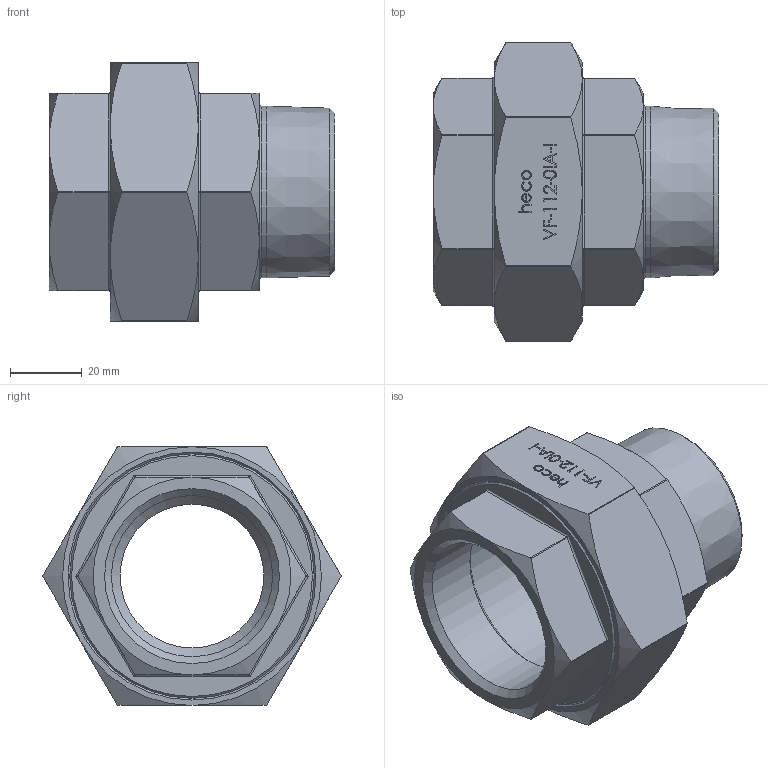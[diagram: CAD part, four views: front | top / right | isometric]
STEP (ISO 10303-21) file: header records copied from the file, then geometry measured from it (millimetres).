
FILE_DESCRIPTION (( 'STEP AP214' ), '1' );
FILE_NAME ('heco_VF-112-0IA-I.STEP', '2016-07-07T05:43:06', ( '' ), ( '' ), 'SwSTEP 2.0', 'SolidWorks 2011', '' );
FILE_SCHEMA (( 'AUTOMOTIVE_DESIGN' ));
Length unit declared in the file: millimetre
Products named in the file (1): heco_VF-112-0IA-I
Bounding box: 79.5 x 83.05 x 72.05 mm (x, y, z)
Volume: 106588 mm3; surface area: 32583.1 mm2
Topology: 1 solids, 1 shells, 260 faces, 638 edges, 395 vertices
Faces by surface type: plane 126, bspline 62, cylinder 37, cone 33, torus 2
Full cylindrical faces by diameter (mm): 40 x1, 44.845 x1, 47.803 x1, 48.203 x1, 66 x1, 67.4 x1, 68 x1
Entity records: 12030 total; most frequent: CARTESIAN_POINT 5052, ORIENTED_EDGE 1206, DIRECTION 841, EDGE_CURVE 603, VERTEX_POINT 390, LINE 347, VECTOR 347, EDGE_LOOP 307
